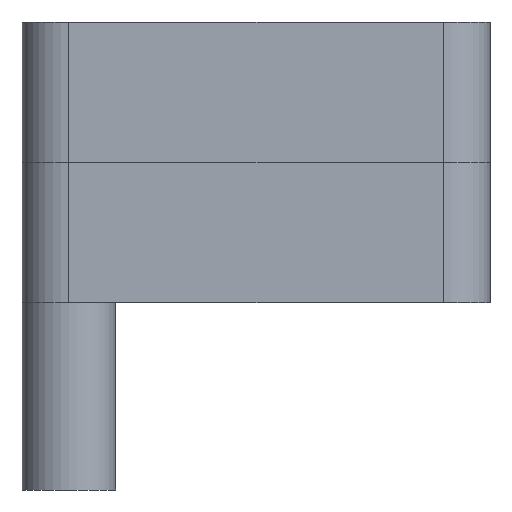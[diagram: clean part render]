
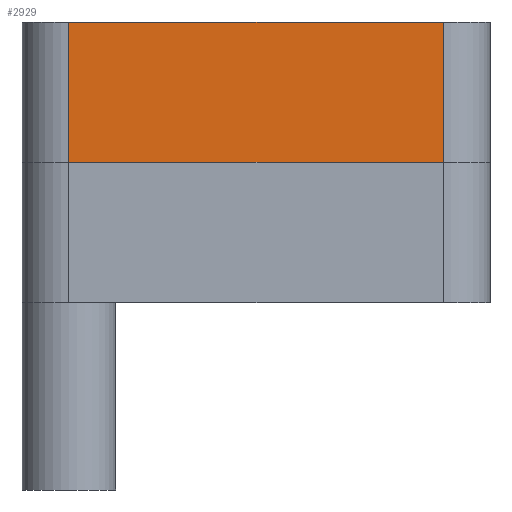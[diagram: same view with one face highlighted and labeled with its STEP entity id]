
A CAD part, left-side view. The second image highlights one B-rep face of the part: STEP entity #2929.
In plain terms, the highlighted face is planar.
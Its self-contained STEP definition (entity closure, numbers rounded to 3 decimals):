
#26=PLANE('',#3203);
#130=LINE('',#4590,#379);
#154=LINE('',#4675,#403);
#169=LINE('',#4745,#418);
#170=LINE('',#4746,#419);
#379=VECTOR('',#3607,1000.);
#403=VECTOR('',#3689,1000.);
#418=VECTOR('',#3750,1000.);
#419=VECTOR('',#3751,1000.);
#776=ORIENTED_EDGE('',*,*,#1555,.T.);
#777=ORIENTED_EDGE('',*,*,#1639,.T.);
#778=ORIENTED_EDGE('',*,*,#1602,.T.);
#779=ORIENTED_EDGE('',*,*,#1640,.T.);
#1555=EDGE_CURVE('',#1995,#1994,#130,.T.);
#1602=EDGE_CURVE('',#2027,#2028,#154,.T.);
#1639=EDGE_CURVE('',#1994,#2027,#169,.T.);
#1640=EDGE_CURVE('',#2028,#1995,#170,.T.);
#1994=VERTEX_POINT('',#4589);
#1995=VERTEX_POINT('',#4591);
#2027=VERTEX_POINT('',#4676);
#2028=VERTEX_POINT('',#4677);
#2451=EDGE_LOOP('',(#776,#777,#778,#779));
#2652=FACE_BOUND('',#2451,.T.);
#2929=ADVANCED_FACE('',(#2652),#26,.T.);
#3203=AXIS2_PLACEMENT_3D('',#4744,#3748,#3749);
#3607=DIRECTION('',(0.,-1.,0.));
#3689=DIRECTION('',(0.,1.,0.));
#3748=DIRECTION('',(1.,0.,0.));
#3749=DIRECTION('',(0.,1.,0.));
#3750=DIRECTION('',(0.,0.,-1.));
#3751=DIRECTION('',(0.,0.,1.));
#4589=CARTESIAN_POINT('',(60.,-12.547,15.));
#4590=CARTESIAN_POINT('',(60.,112.453,15.));
#4591=CARTESIAN_POINT('',(60.,27.453,15.));
#4675=CARTESIAN_POINT('',(60.,112.453,0.));
#4676=CARTESIAN_POINT('',(60.,-12.547,0.));
#4677=CARTESIAN_POINT('',(60.,27.453,0.));
#4744=CARTESIAN_POINT('',(60.,112.453,15.));
#4745=CARTESIAN_POINT('',(60.,-12.547,15.));
#4746=CARTESIAN_POINT('',(60.,27.453,15.));
